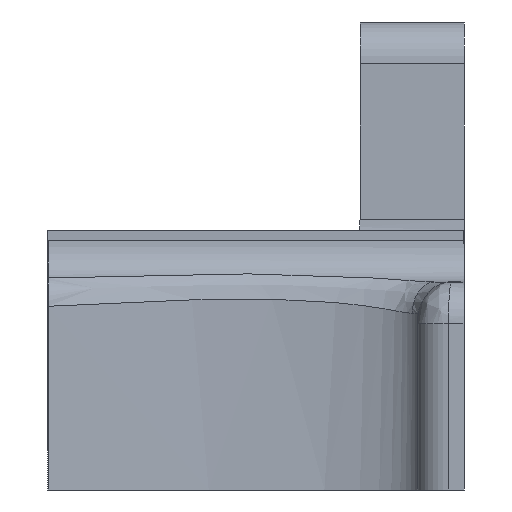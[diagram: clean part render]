
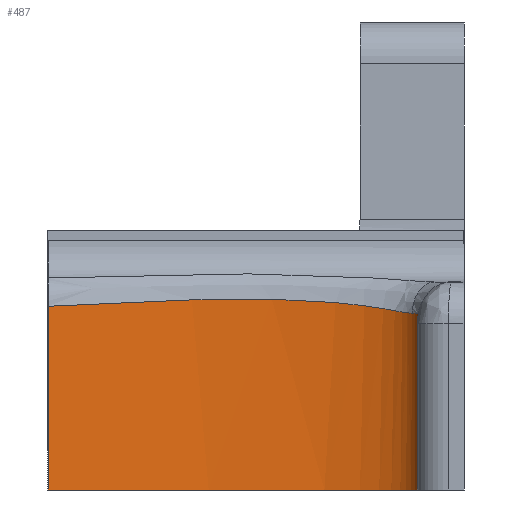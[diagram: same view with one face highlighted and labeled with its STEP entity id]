
A CAD part, left-side view. The second image highlights one B-rep face of the part: STEP entity #487.
In plain terms, the highlighted free-form (B-spline) face has degree [2, 1] with [3, 2] control points.
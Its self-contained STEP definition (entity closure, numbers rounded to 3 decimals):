
#4 = VECTOR ( 'NONE', #2075, 1000. ) ;
#33 = CARTESIAN_POINT ( 'NONE',  ( -85.302, -15.027, 17. ) ) ;
#42 = EDGE_CURVE ( 'NONE', #1808, #2917, #3611, .T. ) ;
#110 = CARTESIAN_POINT ( 'NONE',  ( -87.827, -15.936, 17. ) ) ;
#163 = B_SPLINE_CURVE_WITH_KNOTS ( 'NONE', 3,
 ( #775, #510, #827, #2943 ),
 .UNSPECIFIED., .F., .F.,
 ( 4, 4 ),
 ( 0.154, 1. ),
 .UNSPECIFIED. ) ;
#244 = CARTESIAN_POINT ( 'NONE',  ( -83.212, 19.63, 17.686 ) ) ;
#266 = CARTESIAN_POINT ( 'NONE',  ( -82.086, 0.691, 18.374 ) ) ;
#359 = ORIENTED_EDGE ( 'NONE', *, *, #759, .T. ) ;
#414 = CARTESIAN_POINT ( 'NONE',  ( -85.505, -15.217, 17. ) ) ;
#442 = CARTESIAN_POINT ( 'NONE',  ( -88.374, -15.844, 17. ) ) ;
#487 = ADVANCED_FACE ( 'NONE', ( #1247 ), #3564, .T. ) ;
#510 = CARTESIAN_POINT ( 'NONE',  ( -82.517, -17.933, 0. ) ) ;
#514 = CARTESIAN_POINT ( 'NONE',  ( -83.12, 18.704, 17.731 ) ) ;
#532 = CARTESIAN_POINT ( 'NONE',  ( -88.813, -15.73, 16.725 ) ) ;
#534 = CARTESIAN_POINT ( 'NONE',  ( -82.547, -7.449, 18.043 ) ) ;
#536 = VERTEX_POINT ( 'NONE', #1850 ) ;
#549 = CARTESIAN_POINT ( 'NONE',  ( -82.296, -5.236, 18.215 ) ) ;
#588 = CARTESIAN_POINT ( 'NONE',  ( -82.281, 8.128, 18.226 ) ) ;
#667 = CARTESIAN_POINT ( 'NONE',  ( -86.997, -15.896, 17. ) ) ;
#759 = EDGE_CURVE ( 'NONE', #2916, #2640, #3920, .T. ) ;
#775 = CARTESIAN_POINT ( 'NONE',  ( -89.011, -15.664, 0. ) ) ;
#800 = ORIENTED_EDGE ( 'NONE', *, *, #1582, .T. ) ;
#827 = CARTESIAN_POINT ( 'NONE',  ( -80.596, -6.045, 0. ) ) ;
#850 = CARTESIAN_POINT ( 'NONE',  ( -83.469, -11.818, 17.51 ) ) ;
#990 = CARTESIAN_POINT ( 'NONE',  ( -79.27, -19.067, 18.583 ) ) ;
#1129 = CARTESIAN_POINT ( 'NONE',  ( -83.069, -10.389, 17.72 ) ) ;
#1156 = ORIENTED_EDGE ( 'NONE', *, *, #3915, .T. ) ;
#1163 = CARTESIAN_POINT ( 'NONE',  ( -82.894, 16.294, 17.85 ) ) ;
#1179 = CARTESIAN_POINT ( 'NONE',  ( -89.011, -15.664, 16.22 ) ) ;
#1182 = CARTESIAN_POINT ( 'NONE',  ( -83.25, 20., 17.668 ) ) ;
#1216 = CARTESIAN_POINT ( 'NONE',  ( -89.011, -15.664, 16. ) ) ;
#1240 = EDGE_CURVE ( 'NONE', #3479, #2916, #2309, .T. ) ;
#1247 = FACE_OUTER_BOUND ( 'NONE', #3471, .T. ) ;
#1414 = EDGE_CURVE ( 'NONE', #1808, #536, #163, .T. ) ;
#1464 = CARTESIAN_POINT ( 'NONE',  ( -89.011, -15.664, 16. ) ) ;
#1485 = CARTESIAN_POINT ( 'NONE',  ( -83.066, 18.148, 17.759 ) ) ;
#1561 = CARTESIAN_POINT ( 'NONE',  ( -83.25, 20., 45. ) ) ;
#1582 = EDGE_CURVE ( 'NONE', #2640, #536, #2461, .T. ) ;
#1585 = CARTESIAN_POINT ( 'NONE',  ( -85.302, -15.027, 17. ) ) ;
#1590 = CARTESIAN_POINT ( 'NONE',  ( -83.25, 20., 0. ) ) ;
#1619 = ORIENTED_EDGE ( 'NONE', *, *, #1240, .T. ) ;
#1650 = CARTESIAN_POINT ( 'NONE',  ( -87.271, -15.929, 17. ) ) ;
#1739 = CARTESIAN_POINT ( 'NONE',  ( -89.011, -15.664, 0. ) ) ;
#1763 = CARTESIAN_POINT ( 'NONE',  ( -88.964, -15.681, 16.44 ) ) ;
#1785 = CARTESIAN_POINT ( 'NONE',  ( -84.787, -14.473, 17.045 ) ) ;
#1808 = VERTEX_POINT ( 'NONE', #3449 ) ;
#1829 = CARTESIAN_POINT ( 'NONE',  ( -83.25, 20., 18.583 ) ) ;
#1850 = CARTESIAN_POINT ( 'NONE',  ( -83.25, 20., 0. ) ) ;
#1889 = CARTESIAN_POINT ( 'NONE',  ( -86.202, -15.659, 17. ) ) ;
#1924 = ORIENTED_EDGE ( 'NONE', *, *, #42, .T. ) ;
#1954 = CARTESIAN_POINT ( 'NONE',  ( -86.862, -15.871, 17. ) ) ;
#2035 = CARTESIAN_POINT ( 'NONE',  ( -85.021, -14.764, 17. ) ) ;
#2067 = CARTESIAN_POINT ( 'NONE',  ( -88.585, -15.795, 16.951 ) ) ;
#2069 = CARTESIAN_POINT ( 'NONE',  ( -82.649, -8.186, 17.975 ) ) ;
#2075 = DIRECTION ( 'NONE',  ( 0., 0., 1. ) ) ;
#2168 = CARTESIAN_POINT ( 'NONE',  ( -79.27, -19.067, 0. ) ) ;
#2229 = CARTESIAN_POINT ( 'NONE',  ( -86.463, -15.767, 17. ) ) ;
#2309 = B_SPLINE_CURVE_WITH_KNOTS ( 'NONE', 3,
 ( #3766, #2576, #110, #2597, #1650, #667, #1954, #2229, #1889, #3117, #414, #1585 ),
 .UNSPECIFIED., .F., .F.,
 ( 4, 2, 2, 2, 2, 4 ),
 ( 0., 0.001, 0.001, 0.002, 0.002, 0.003 ),
 .UNSPECIFIED. ) ;
#2350 = CARTESIAN_POINT ( 'NONE',  ( -84.191, -13.527, 17.21 ) ) ;
#2369 = CARTESIAN_POINT ( 'NONE',  ( -83.709, -12.518, 17.392 ) ) ;
#2406 = CARTESIAN_POINT ( 'NONE',  ( -88.747, -15.75, 16.814 ) ) ;
#2461 = LINE ( 'NONE', #1561, #3620 ) ;
#2576 = CARTESIAN_POINT ( 'NONE',  ( -88.101, -15.903, 17. ) ) ;
#2597 = CARTESIAN_POINT ( 'NONE',  ( -87.411, -15.937, 17. ) ) ;
#2600 = B_SPLINE_CURVE_WITH_KNOTS ( 'NONE', 3,
 ( #1464, #1179, #1763, #532, #2406, #2067, #3640, #2979 ),
 .UNSPECIFIED., .F., .F.,
 ( 4, 2, 2, 4 ),
 ( 0., 0.001, 0.001, 0.001 ),
 .UNSPECIFIED. ) ;
#2640 = VERTEX_POINT ( 'NONE', #2810 ) ;
#2707 = CARTESIAN_POINT ( 'NONE',  ( -83.175, 19.259, 17.704 ) ) ;
#2810 = CARTESIAN_POINT ( 'NONE',  ( -83.25, 20., 17.668 ) ) ;
#2845 = ORIENTED_EDGE ( 'NONE', *, *, #1414, .F. ) ;
#2916 = VERTEX_POINT ( 'NONE', #33 ) ;
#2917 = VERTEX_POINT ( 'NONE', #1216 ) ;
#2943 = CARTESIAN_POINT ( 'NONE',  ( -83.25, 20., 0. ) ) ;
#2947 = CARTESIAN_POINT ( 'NONE',  ( -82.961, 17.036, 17.813 ) ) ;
#2966 = CARTESIAN_POINT ( 'NONE',  ( -82.584, 12.585, 18.03 ) ) ;
#2979 = CARTESIAN_POINT ( 'NONE',  ( -88.374, -15.844, 17. ) ) ;
#2995 = CARTESIAN_POINT ( 'NONE',  ( -82.701, 14.069, 17.959 ) ) ;
#3017 = CARTESIAN_POINT ( 'NONE',  ( -82.91, -9.657, 17.814 ) ) ;
#3117 = CARTESIAN_POINT ( 'NONE',  ( -85.724, -15.384, 17. ) ) ;
#3262 = CARTESIAN_POINT ( 'NONE',  ( -82.096, -0.793, 18.365 ) ) ;
#3283 = CARTESIAN_POINT ( 'NONE',  ( -85.302, -15.027, 17. ) ) ;
#3338 = CARTESIAN_POINT ( 'NONE',  ( -82.202, -3.757, 18.286 ) ) ;
#3361 = CARTESIAN_POINT ( 'NONE',  ( -89.011, -15.664, 0. ) ) ;
#3401 = CARTESIAN_POINT ( 'NONE',  ( -89.011, -15.664, 18.583 ) ) ;
#3449 = CARTESIAN_POINT ( 'NONE',  ( -89.011, -15.664, 0. ) ) ;
#3471 = EDGE_LOOP ( 'NONE', ( #1619, #359, #800, #2845, #1924, #1156 ) ) ;
#3479 = VERTEX_POINT ( 'NONE', #442 ) ;
#3564 = B_SPLINE_SURFACE_WITH_KNOTS ( 'NONE', 2, 1, ( 
 ( #3401, #3361 ),
 ( #990, #2168 ),
 ( #1829, #1590 ) ),
 .UNSPECIFIED., .F., .F., .F.,
 ( 3, 3 ),
 ( 2, 2 ),
 ( 0.154, 1. ),
 ( 0., 1. ),
 .UNSPECIFIED. ) ;
#3585 = CARTESIAN_POINT ( 'NONE',  ( -82.137, 5.147, 18.335 ) ) ;
#3611 = LINE ( 'NONE', #1739, #4 ) ;
#3620 = VECTOR ( 'NONE', #3698, 1000. ) ;
#3640 = CARTESIAN_POINT ( 'NONE',  ( -88.482, -15.821, 17. ) ) ;
#3698 = DIRECTION ( 'NONE',  ( 0., 0., -1. ) ) ;
#3766 = CARTESIAN_POINT ( 'NONE',  ( -88.374, -15.844, 17. ) ) ;
#3915 = EDGE_CURVE ( 'NONE', #2917, #3479, #2600, .T. ) ;
#3917 = CARTESIAN_POINT ( 'NONE',  ( -83.231, 19.814, 17.677 ) ) ;
#3920 = B_SPLINE_CURVE_WITH_KNOTS ( 'NONE', 3,
 ( #3283, #2035, #1785, #3939, #2350, #2369, #850, #1129, #3017, #2069, #534, #549, #3338, #3262, #266, #3585, #588, #2966, #2995, #1163, #2947, #1485, #514, #2707, #244, #3917, #1182 ),
 .UNSPECIFIED., .F., .F.,
 ( 4, 2, 2, 2, 2, 2, 2, 2, 2, 2, 2, 1, 2, 4 ),
 ( 0., 0.001, 0.002, 0.005, 0.007, 0.009, 0.014, 0.018, 0.027, 0.032, 0.034, 0.035, 0.035, 0.036 ),
 .UNSPECIFIED. ) ;
#3939 = CARTESIAN_POINT ( 'NONE',  ( -84.372, -13.856, 17.148 ) ) ;
